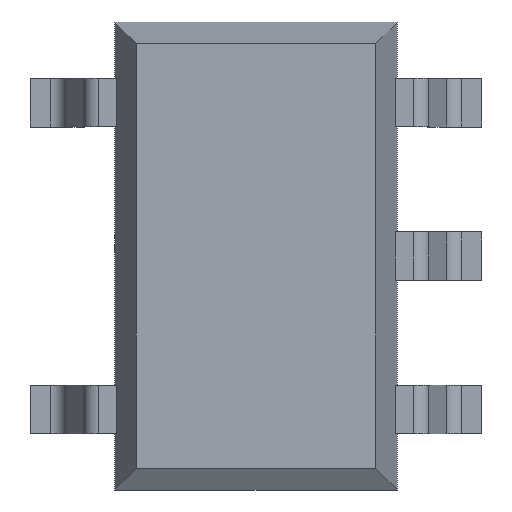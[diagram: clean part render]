
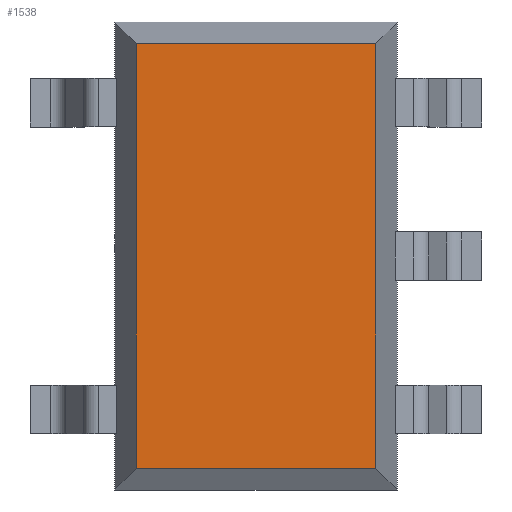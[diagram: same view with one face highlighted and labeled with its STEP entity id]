
A CAD part, top view. The second image highlights one B-rep face of the part: STEP entity #1538.
In plain terms, the highlighted planar face has unit normal (0, 0, 1).
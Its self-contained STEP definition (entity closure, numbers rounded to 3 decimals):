
#166=FACE_OUTER_BOUND('',#251,.T.);
#251=EDGE_LOOP('',(#1061,#1062,#1063,#1064));
#335=LINE('',#2208,#510);
#340=LINE('',#2218,#515);
#347=LINE('',#2231,#522);
#348=LINE('',#2232,#523);
#510=VECTOR('',#1778,10.);
#515=VECTOR('',#1785,10.);
#522=VECTOR('',#1800,10.);
#523=VECTOR('',#1801,10.);
#684=VERTEX_POINT('',#2205);
#685=VERTEX_POINT('',#2207);
#686=VERTEX_POINT('',#2211);
#689=VERTEX_POINT('',#2216);
#827=EDGE_CURVE('',#684,#685,#335,.T.);
#832=EDGE_CURVE('',#689,#686,#340,.T.);
#839=EDGE_CURVE('',#685,#689,#347,.T.);
#840=EDGE_CURVE('',#686,#684,#348,.T.);
#1061=ORIENTED_EDGE('',*,*,#832,.F.);
#1062=ORIENTED_EDGE('',*,*,#839,.F.);
#1063=ORIENTED_EDGE('',*,*,#827,.F.);
#1064=ORIENTED_EDGE('',*,*,#840,.F.);
#1473=PLANE('',#1648);
#1538=ADVANCED_FACE('',(#166),#1473,.T.);
#1648=AXIS2_PLACEMENT_3D('',#2230,#1798,#1799);
#1778=DIRECTION('',(-1.,0.,0.));
#1785=DIRECTION('',(1.,0.,0.));
#1798=DIRECTION('center_axis',(0.,0.,1.));
#1799=DIRECTION('ref_axis',(1.,0.,0.));
#1800=DIRECTION('',(0.,1.,0.));
#1801=DIRECTION('',(0.,-1.,0.));
#2205=CARTESIAN_POINT('',(0.741,-1.316,1.1));
#2207=CARTESIAN_POINT('',(-0.741,-1.316,1.1));
#2208=CARTESIAN_POINT('',(0.,-1.316,1.1));
#2211=CARTESIAN_POINT('',(0.741,1.316,1.1));
#2216=CARTESIAN_POINT('',(-0.741,1.316,1.1));
#2218=CARTESIAN_POINT('',(0.,1.316,1.1));
#2230=CARTESIAN_POINT('Origin',(0.,0.,1.1));
#2231=CARTESIAN_POINT('',(-0.741,0.725,1.1));
#2232=CARTESIAN_POINT('',(0.741,0.725,1.1));
